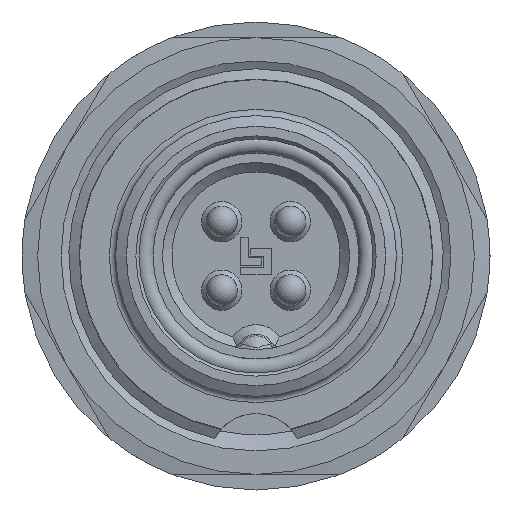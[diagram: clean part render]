
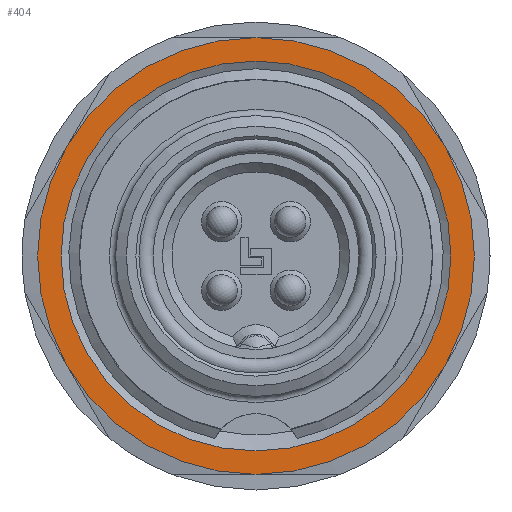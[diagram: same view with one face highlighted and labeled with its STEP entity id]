
A CAD part, left-side view. The second image highlights one B-rep face of the part: STEP entity #404.
In plain terms, the highlighted planar face has unit normal (-1, 0, 0).
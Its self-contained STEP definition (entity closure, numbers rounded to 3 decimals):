
#305=PLANE('',#2226);
#404=ADVANCED_FACE('',(#579,#580),#305,.T.);
#579=FACE_BOUND('',#758,.T.);
#580=FACE_BOUND('',#759,.T.);
#758=EDGE_LOOP('',(#1315));
#759=EDGE_LOOP('',(#1316,#1317,#1318,#1319,#1320,#1321));
#1315=ORIENTED_EDGE('',*,*,#1843,.T.);
#1316=ORIENTED_EDGE('',*,*,#1850,.T.);
#1317=ORIENTED_EDGE('',*,*,#1851,.T.);
#1318=ORIENTED_EDGE('',*,*,#1852,.T.);
#1319=ORIENTED_EDGE('',*,*,#1853,.T.);
#1320=ORIENTED_EDGE('',*,*,#1854,.T.);
#1321=ORIENTED_EDGE('',*,*,#1855,.T.);
#1619=VERTEX_POINT('',#3677);
#1626=VERTEX_POINT('',#3693);
#1627=VERTEX_POINT('',#3694);
#1628=VERTEX_POINT('',#3696);
#1629=VERTEX_POINT('',#3698);
#1630=VERTEX_POINT('',#3700);
#1631=VERTEX_POINT('',#3702);
#1843=EDGE_CURVE('',#1619,#1619,#2009,.T.);
#1850=EDGE_CURVE('',#1626,#1627,#2016,.T.);
#1851=EDGE_CURVE('',#1627,#1628,#2017,.T.);
#1852=EDGE_CURVE('',#1628,#1629,#2018,.T.);
#1853=EDGE_CURVE('',#1629,#1630,#2019,.T.);
#1854=EDGE_CURVE('',#1630,#1631,#2020,.T.);
#1855=EDGE_CURVE('',#1631,#1626,#2021,.T.);
#2009=CIRCLE('',#2211,6.249);
#2016=CIRCLE('',#2220,7.);
#2017=CIRCLE('',#2221,7.);
#2018=CIRCLE('',#2222,7.);
#2019=CIRCLE('',#2223,7.);
#2020=CIRCLE('',#2224,7.);
#2021=CIRCLE('',#2225,7.);
#2211=AXIS2_PLACEMENT_3D('',#3676,#2679,#2680);
#2220=AXIS2_PLACEMENT_3D('',#3692,#2697,#2698);
#2221=AXIS2_PLACEMENT_3D('',#3695,#2699,#2700);
#2222=AXIS2_PLACEMENT_3D('',#3697,#2701,#2702);
#2223=AXIS2_PLACEMENT_3D('',#3699,#2703,#2704);
#2224=AXIS2_PLACEMENT_3D('',#3701,#2705,#2706);
#2225=AXIS2_PLACEMENT_3D('',#3703,#2707,#2708);
#2226=AXIS2_PLACEMENT_3D('',#3704,#2709,#2710);
#2679=DIRECTION('',(1.,0.,0.));
#2680=DIRECTION('',(0.,0.,1.));
#2697=DIRECTION('',(-1.,0.,0.));
#2698=DIRECTION('',(0.,0.,1.));
#2699=DIRECTION('',(-1.,0.,0.));
#2700=DIRECTION('',(0.,0.,1.));
#2701=DIRECTION('',(-1.,0.,0.));
#2702=DIRECTION('',(0.,0.,1.));
#2703=DIRECTION('',(-1.,0.,0.));
#2704=DIRECTION('',(0.,0.,1.));
#2705=DIRECTION('',(-1.,0.,0.));
#2706=DIRECTION('',(0.,0.,1.));
#2707=DIRECTION('',(-1.,0.,0.));
#2708=DIRECTION('',(0.,0.,1.));
#2709=DIRECTION('',(-1.,0.,0.));
#2710=DIRECTION('',(0.,0.,1.));
#3676=CARTESIAN_POINT('',(9.5,0.,0.));
#3677=CARTESIAN_POINT('',(9.5,0.,6.249));
#3692=CARTESIAN_POINT('',(9.5,0.,0.));
#3693=CARTESIAN_POINT('',(9.5,6.062,3.5));
#3694=CARTESIAN_POINT('',(9.5,6.062,-3.5));
#3695=CARTESIAN_POINT('',(9.5,0.,0.));
#3696=CARTESIAN_POINT('',(9.5,0.,-7.));
#3697=CARTESIAN_POINT('',(9.5,0.,0.));
#3698=CARTESIAN_POINT('',(9.5,-6.062,-3.5));
#3699=CARTESIAN_POINT('',(9.5,0.,0.));
#3700=CARTESIAN_POINT('',(9.5,-6.062,3.5));
#3701=CARTESIAN_POINT('',(9.5,0.,0.));
#3702=CARTESIAN_POINT('',(9.5,0.,7.));
#3703=CARTESIAN_POINT('',(9.5,0.,0.));
#3704=CARTESIAN_POINT('',(9.5,0.,0.));
